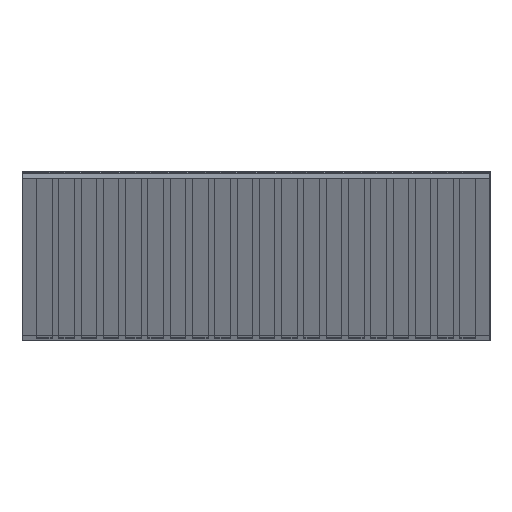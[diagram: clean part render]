
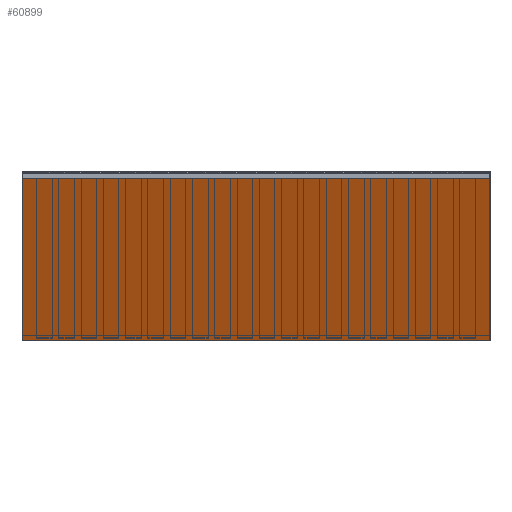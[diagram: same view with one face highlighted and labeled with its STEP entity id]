
A CAD part, left-side view. The second image highlights one B-rep face of the part: STEP entity #60899.
In plain terms, the highlighted planar face has unit normal (-0.913, 0, -0.407).
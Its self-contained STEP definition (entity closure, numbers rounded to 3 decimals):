
#782=ORIENTED_EDGE('',*,*,#13716,.T.);
#783=ORIENTED_EDGE('',*,*,#14200,.F.);
#784=ORIENTED_EDGE('',*,*,#13904,.F.);
#785=ORIENTED_EDGE('',*,*,#14202,.T.);
#13716=EDGE_CURVE('',#20475,#20474,#24950,.T.);
#13904=EDGE_CURVE('',#20660,#20661,#25138,.T.);
#14200=EDGE_CURVE('',#20661,#20474,#25434,.T.);
#14202=EDGE_CURVE('',#20660,#20475,#25436,.T.);
#20474=VERTEX_POINT('',#76714);
#20475=VERTEX_POINT('',#76716);
#20660=VERTEX_POINT('',#77090);
#20661=VERTEX_POINT('',#77092);
#24950=LINE('',#76715,#31707);
#25138=LINE('',#77091,#31895);
#25434=LINE('',#77661,#32191);
#25436=LINE('',#77666,#32193);
#31707=VECTOR('',#65405,1000.);
#31895=VECTOR('',#65597,1000.);
#32191=VECTOR('',#65995,1000.);
#32193=VECTOR('',#66003,1000.);
#38458=EDGE_LOOP('',(#782,#783,#784,#785));
#40702=FACE_BOUND('',#38458,.T.);
#42946=PLANE('',#63150);
#60899=ADVANCED_FACE('',(#40702),#42946,.F.);
#63150=AXIS2_PLACEMENT_3D('',#77665,#66001,#66002);
#65405=DIRECTION('',(-0.407,0.,0.913));
#65597=DIRECTION('',(-0.407,0.,0.913));
#65995=DIRECTION('',(0.,-1.,0.));
#66001=DIRECTION('',(0.913,0.,0.407));
#66002=DIRECTION('',(0.407,0.,-0.913));
#66003=DIRECTION('',(0.,-1.,0.));
#76714=CARTESIAN_POINT('',(35.04,0.,-0.167));
#76715=CARTESIAN_POINT('',(35.04,0.,-0.167));
#76716=CARTESIAN_POINT('',(38.34,0.,-7.575));
#77090=CARTESIAN_POINT('',(38.34,21.,-7.575));
#77091=CARTESIAN_POINT('',(35.04,21.,-0.167));
#77092=CARTESIAN_POINT('',(35.04,21.,-0.167));
#77661=CARTESIAN_POINT('',(35.04,21.,-0.167));
#77665=CARTESIAN_POINT('',(35.04,21.,-0.167));
#77666=CARTESIAN_POINT('',(38.34,21.,-7.575));
